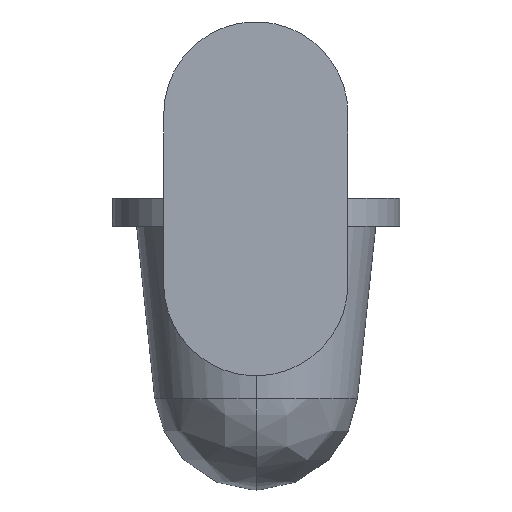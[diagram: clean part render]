
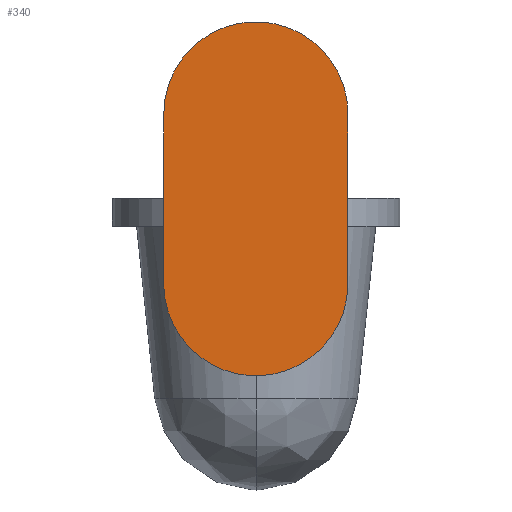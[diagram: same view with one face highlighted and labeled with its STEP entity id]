
A CAD part, left-side view. The second image highlights one B-rep face of the part: STEP entity #340.
In plain terms, the highlighted planar face has unit normal (-1, 0, 0).
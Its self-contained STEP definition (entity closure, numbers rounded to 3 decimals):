
#340=ADVANCED_FACE('',(#461),#1891,.T.);
#461=FACE_OUTER_BOUND('',#583,.T.);
#583=EDGE_LOOP('',(#929,#930,#931,#932));
#929=ORIENTED_EDGE('',*,*,#1360,.F.);
#930=ORIENTED_EDGE('',*,*,#1357,.F.);
#931=ORIENTED_EDGE('',*,*,#1354,.F.);
#932=ORIENTED_EDGE('',*,*,#1350,.F.);
#1350=EDGE_CURVE('',#1775,#1776,#1624,.T.);
#1354=EDGE_CURVE('',#1776,#1779,#1628,.T.);
#1357=EDGE_CURVE('',#1779,#1781,#1631,.T.);
#1360=EDGE_CURVE('',#1781,#1775,#1634,.T.);
#1624=(
BOUNDED_CURVE()
B_SPLINE_CURVE(2,(#4124,#4125,#4126,#4127,#4128),.UNSPECIFIED.,.F.,.F.)
B_SPLINE_CURVE_WITH_KNOTS((3,2,3),(-1873.992,-1761.159,
-1648.326),.UNSPECIFIED.)
CURVE()
GEOMETRIC_REPRESENTATION_ITEM()
RATIONAL_B_SPLINE_CURVE((1.,0.707,1.,0.707,1.))
REPRESENTATION_ITEM('')
);
#1628=(
BOUNDED_CURVE()
B_SPLINE_CURVE(2,(#4138,#4139,#4140),.UNSPECIFIED.,.F.,.F.)
B_SPLINE_CURVE_WITH_KNOTS((3,3),(-1648.326,-1544.326),
 .UNSPECIFIED.)
CURVE()
GEOMETRIC_REPRESENTATION_ITEM()
RATIONAL_B_SPLINE_CURVE((1.,1.,1.))
REPRESENTATION_ITEM('')
);
#1631=(
BOUNDED_CURVE()
B_SPLINE_CURVE(2,(#4146,#4147,#4148,#4149,#4150),.UNSPECIFIED.,.F.,.F.)
B_SPLINE_CURVE_WITH_KNOTS((3,2,3),(-1544.326,-1431.494,
-1318.661),.UNSPECIFIED.)
CURVE()
GEOMETRIC_REPRESENTATION_ITEM()
RATIONAL_B_SPLINE_CURVE((1.,0.707,1.,0.707,1.))
REPRESENTATION_ITEM('')
);
#1634=(
BOUNDED_CURVE()
B_SPLINE_CURVE(2,(#4158,#4159,#4160),.UNSPECIFIED.,.F.,.F.)
B_SPLINE_CURVE_WITH_KNOTS((3,3),(-1318.661,-1214.661),
 .UNSPECIFIED.)
CURVE()
GEOMETRIC_REPRESENTATION_ITEM()
RATIONAL_B_SPLINE_CURVE((1.,1.,1.))
REPRESENTATION_ITEM('')
);
#1775=VERTEX_POINT('',#4116);
#1776=VERTEX_POINT('',#4117);
#1779=VERTEX_POINT('',#4120);
#1781=VERTEX_POINT('',#4122);
#1891=PLANE('',#2004);
#2004=AXIS2_PLACEMENT_3D('',#4114,#2075,$);
#2075=DIRECTION('',(-1.,0.,0.));
#4114=CARTESIAN_POINT('',(-212.894,70.719,148.464));
#4116=CARTESIAN_POINT('',(-212.894,56.615,64.944));
#4117=CARTESIAN_POINT('',(-212.894,-56.218,64.944));
#4120=CARTESIAN_POINT('',(-212.894,-56.218,-39.056));
#4122=CARTESIAN_POINT('',(-212.894,56.615,-39.056));
#4124=CARTESIAN_POINT('',(-212.894,56.615,64.944));
#4125=CARTESIAN_POINT('',(-212.894,56.615,121.36));
#4126=CARTESIAN_POINT('',(-212.894,0.198,121.36));
#4127=CARTESIAN_POINT('',(-212.894,-56.218,121.36));
#4128=CARTESIAN_POINT('',(-212.894,-56.218,64.944));
#4138=CARTESIAN_POINT('',(-212.894,-56.218,64.944));
#4139=CARTESIAN_POINT('',(-212.894,-56.218,12.944));
#4140=CARTESIAN_POINT('',(-212.894,-56.218,-39.056));
#4146=CARTESIAN_POINT('',(-212.894,-56.218,-39.056));
#4147=CARTESIAN_POINT('',(-212.894,-56.218,-95.472));
#4148=CARTESIAN_POINT('',(-212.894,0.198,-95.472));
#4149=CARTESIAN_POINT('',(-212.894,56.615,-95.472));
#4150=CARTESIAN_POINT('',(-212.894,56.615,-39.056));
#4158=CARTESIAN_POINT('',(-212.894,56.615,-39.056));
#4159=CARTESIAN_POINT('',(-212.894,56.615,12.944));
#4160=CARTESIAN_POINT('',(-212.894,56.615,64.944));
